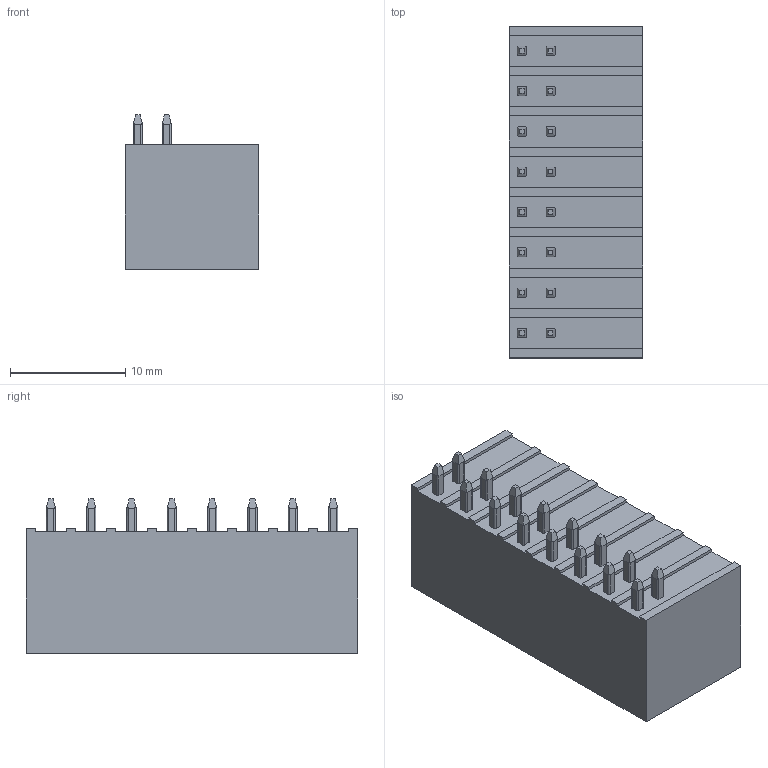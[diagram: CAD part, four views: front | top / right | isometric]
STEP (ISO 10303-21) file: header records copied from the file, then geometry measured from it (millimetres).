
FILE_DESCRIPTION((''),'2;1');
FILE_NAME('PRT0007','2024-11-18T09:52:10',('tluser'),(''),'CREO PARAMETRIC BY PTC INC, 2018100','CREO PARAMETRIC BY PTC INC, 2018100','');
FILE_SCHEMA(('CONFIG_CONTROL_DESIGN'));
Length unit declared in the file: millimetre
Products named in the file (1): PRT0007
Bounding box: 11.6 x 28.8 x 13.4 mm (x, y, z)
Volume: 2448.4 mm3; surface area: 2828.4 mm2
Topology: 1 solids, 1 shells, 719 faces, 2052 edges, 1368 vertices
Faces by surface type: plane 479, cylinder 184, extrusion 56
Entity records: 24038 total; most frequent: CARTESIAN_POINT 5589, ORIENTED_EDGE 4104, DIRECTION 3386, EDGE_CURVE 2052, VECTOR 1500, LINE 1444, VERTEX_POINT 1368, AXIS2_PLACEMENT_3D 943
